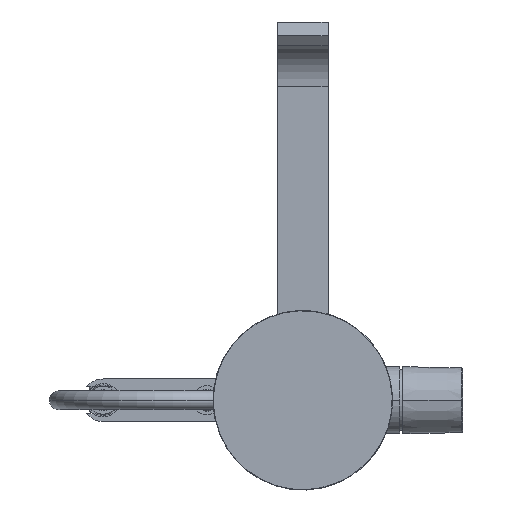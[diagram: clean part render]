
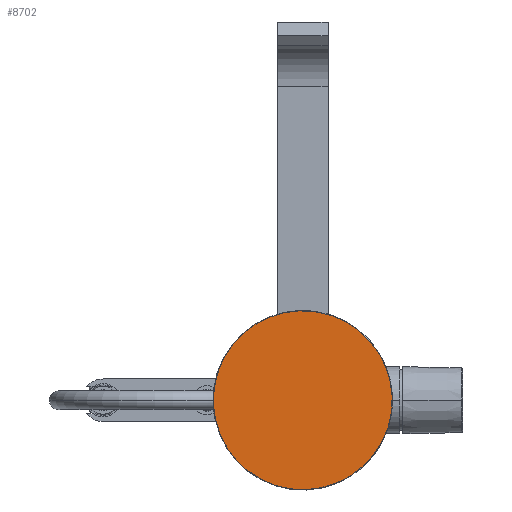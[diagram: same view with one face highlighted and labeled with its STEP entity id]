
A CAD part, front view. The second image highlights one B-rep face of the part: STEP entity #8702.
In plain terms, the highlighted planar face has unit normal (0, -1, 0).
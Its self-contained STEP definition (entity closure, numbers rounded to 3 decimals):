
#293 = DIRECTION ( 'NONE',  ( 0., 1., 0. ) ) ;
#1863 = EDGE_CURVE ( 'NONE', #14749, #13170, #1894, .T. ) ;
#1894 = CIRCLE ( 'NONE', #15907, 67.2 ) ;
#2254 = CARTESIAN_POINT ( 'NONE',  ( 0., 0., 0. ) ) ;
#2883 = CARTESIAN_POINT ( 'NONE',  ( 64.5, 0., 0. ) ) ;
#3485 = DIRECTION ( 'NONE',  ( 0., 0., 1. ) ) ;
#3580 = CARTESIAN_POINT ( 'NONE',  ( 0., 0., 0. ) ) ;
#3761 = DIRECTION ( 'NONE',  ( 0., 0., 1. ) ) ;
#5213 = CARTESIAN_POINT ( 'NONE',  ( 0., 0., 67.2 ) ) ;
#5710 = AXIS2_PLACEMENT_3D ( 'NONE', #2254, #16028, #3761 ) ;
#6071 = EDGE_CURVE ( 'NONE', #13170, #14749, #13444, .T. ) ;
#8230 = EDGE_LOOP ( 'NONE', ( #9765, #10782 ) ) ;
#8353 = DIRECTION ( 'NONE',  ( 0., 0., 1. ) ) ;
#8702 = ADVANCED_FACE ( 'NONE', ( #15148 ), #12306, .F. ) ;
#9765 = ORIENTED_EDGE ( 'NONE', *, *, #6071, .T. ) ;
#10782 = ORIENTED_EDGE ( 'NONE', *, *, #1863, .T. ) ;
#11558 = AXIS2_PLACEMENT_3D ( 'NONE', #2883, #293, #8353 ) ;
#12306 = PLANE ( 'NONE',  #11558 ) ;
#13170 = VERTEX_POINT ( 'NONE', #5213 ) ;
#13343 = DIRECTION ( 'NONE',  ( 0., -1., 0. ) ) ;
#13444 = CIRCLE ( 'NONE', #5710, 67.2 ) ;
#14413 = CARTESIAN_POINT ( 'NONE',  ( 0., 0., -67.2 ) ) ;
#14749 = VERTEX_POINT ( 'NONE', #14413 ) ;
#15148 = FACE_OUTER_BOUND ( 'NONE', #8230, .T. ) ;
#15907 = AXIS2_PLACEMENT_3D ( 'NONE', #3580, #13343, #3485 ) ;
#16028 = DIRECTION ( 'NONE',  ( 0., -1., 0. ) ) ;
